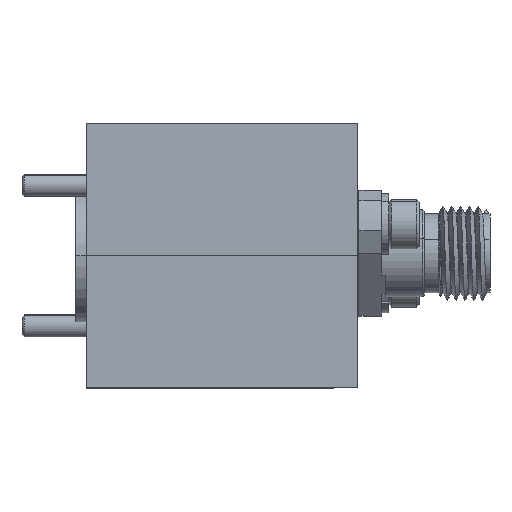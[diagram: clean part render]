
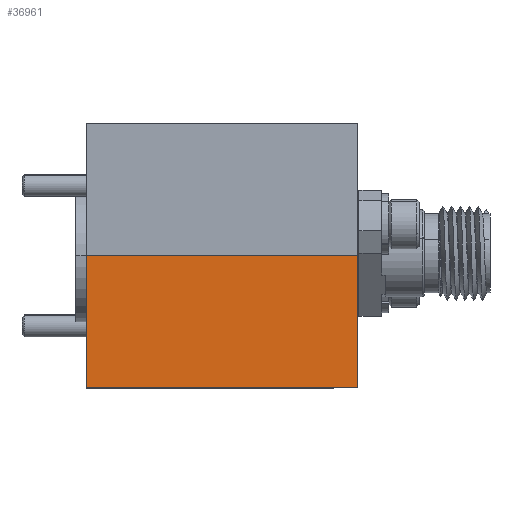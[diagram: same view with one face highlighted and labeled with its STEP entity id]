
A CAD part, top view. The second image highlights one B-rep face of the part: STEP entity #36961.
In plain terms, the highlighted planar face has unit normal (0, 0, 1).
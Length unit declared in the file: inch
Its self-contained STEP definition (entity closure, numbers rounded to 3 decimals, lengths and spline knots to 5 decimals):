
#1349 = CARTESIAN_POINT ( 'NONE',  ( 0.4, 0.375, 0.8 ) ) ;
#4309 = DIRECTION ( 'NONE',  ( 0., -1., 0. ) ) ;
#4554 = CARTESIAN_POINT ( 'NONE',  ( -0.37, 0., 0.8 ) ) ;
#4714 = EDGE_CURVE ( 'NONE', #42824, #33014, #24028, .T. ) ;
#6331 = FACE_OUTER_BOUND ( 'NONE', #48857, .T. ) ;
#7533 = PLANE ( 'NONE',  #22424 ) ;
#9920 = ORIENTED_EDGE ( 'NONE', *, *, #19082, .F. ) ;
#12034 = CARTESIAN_POINT ( 'NONE',  ( 0.4, 0.375, 0.8 ) ) ;
#14655 = LINE ( 'NONE', #26685, #31486 ) ;
#14835 = VERTEX_POINT ( 'NONE', #4554 ) ;
#16420 = ORIENTED_EDGE ( 'NONE', *, *, #55062, .F. ) ;
#19082 = EDGE_CURVE ( 'NONE', #37130, #33014, #46772, .T. ) ;
#20885 = CARTESIAN_POINT ( 'NONE',  ( 0.4, 0., 0.8 ) ) ;
#21085 = DIRECTION ( 'NONE',  ( -1., 0., 0. ) ) ;
#22424 = AXIS2_PLACEMENT_3D ( 'NONE', #12034, #43379, #21085 ) ;
#24028 = LINE ( 'NONE', #1349, #27529 ) ;
#25811 = ORIENTED_EDGE ( 'NONE', *, *, #30156, .T. ) ;
#26685 = CARTESIAN_POINT ( 'NONE',  ( -0.37, 0., 0.8 ) ) ;
#27529 = VECTOR ( 'NONE', #50560, 39.37008 ) ;
#29463 = VECTOR ( 'NONE', #49444, 39.37008 ) ;
#30156 = EDGE_CURVE ( 'NONE', #37130, #14835, #14655, .T. ) ;
#30264 = CARTESIAN_POINT ( 'NONE',  ( 0., 0.375, 0.8 ) ) ;
#30471 = CARTESIAN_POINT ( 'NONE',  ( 0.4, 0.375, 0.8 ) ) ;
#31486 = VECTOR ( 'NONE', #4309, 39.37008 ) ;
#33014 = VERTEX_POINT ( 'NONE', #30471 ) ;
#34197 = DIRECTION ( 'NONE',  ( 1., 0., 0. ) ) ;
#36961 = ADVANCED_FACE ( 'NONE', ( #6331 ), #7533, .F. ) ;
#37130 = VERTEX_POINT ( 'NONE', #52982 ) ;
#42824 = VERTEX_POINT ( 'NONE', #54748 ) ;
#43379 = DIRECTION ( 'NONE',  ( 0., 0., -1. ) ) ;
#46772 = LINE ( 'NONE', #30264, #48178 ) ;
#48178 = VECTOR ( 'NONE', #34197, 39.37008 ) ;
#48857 = EDGE_LOOP ( 'NONE', ( #25811, #16420, #49517, #9920 ) ) ;
#49444 = DIRECTION ( 'NONE',  ( -1., 0., 0. ) ) ;
#49517 = ORIENTED_EDGE ( 'NONE', *, *, #4714, .T. ) ;
#50560 = DIRECTION ( 'NONE',  ( 0., 1., 0. ) ) ;
#52982 = CARTESIAN_POINT ( 'NONE',  ( -0.37, 0.375, 0.8 ) ) ;
#54748 = CARTESIAN_POINT ( 'NONE',  ( 0.4, 0., 0.8 ) ) ;
#55062 = EDGE_CURVE ( 'NONE', #42824, #14835, #56073, .T. ) ;
#56073 = LINE ( 'NONE', #20885, #29463 ) ;
